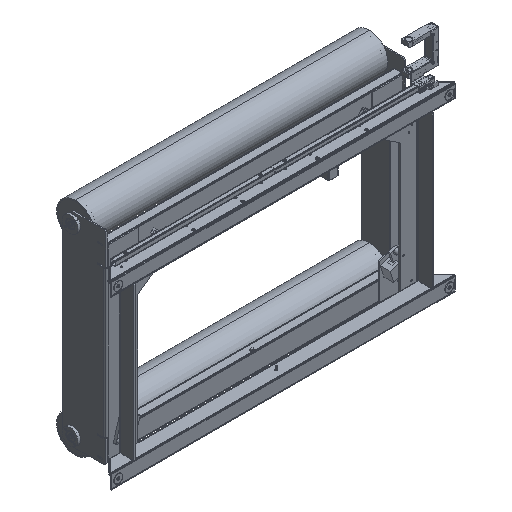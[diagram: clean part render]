
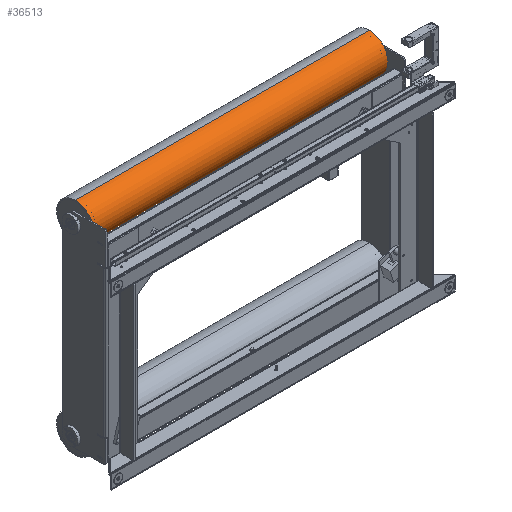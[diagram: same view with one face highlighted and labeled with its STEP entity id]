
A CAD part, isometric view. The second image highlights one B-rep face of the part: STEP entity #36513.
In plain terms, the highlighted cylindrical face has radius 75 mm (diameter 150 mm), a partial arc.
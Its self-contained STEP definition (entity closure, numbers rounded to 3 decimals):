
#216 = DIRECTION ( 'NONE',  ( 1., 0., 0. ) ) ;
#2476 = CARTESIAN_POINT ( 'NONE',  ( 261.991, 194.238, 303.688 ) ) ;
#3101 = VECTOR ( 'NONE', #78280, 1000. ) ;
#4212 = VERTEX_POINT ( 'NONE', #8431 ) ;
#6274 = CARTESIAN_POINT ( 'NONE',  ( 1461.991, 44.238, 303.688 ) ) ;
#8431 = CARTESIAN_POINT ( 'NONE',  ( 261.991, 44.238, 303.688 ) ) ;
#9043 = CYLINDRICAL_SURFACE ( 'NONE', #92254, 75. ) ;
#10447 = DIRECTION ( 'NONE',  ( 1., 0., 0. ) ) ;
#11010 = DIRECTION ( 'NONE',  ( 0., 1., 0. ) ) ;
#17126 = CIRCLE ( 'NONE', #93250, 75. ) ;
#18982 = CARTESIAN_POINT ( 'NONE',  ( 1461.991, 44.238, 303.688 ) ) ;
#30437 = AXIS2_PLACEMENT_3D ( 'NONE', #33456, #73979, #32909 ) ;
#31444 = LINE ( 'NONE', #109614, #86968 ) ;
#32909 = DIRECTION ( 'NONE',  ( 0., 1., 0. ) ) ;
#33456 = CARTESIAN_POINT ( 'NONE',  ( 261.991, 119.238, 303.688 ) ) ;
#36513 = ADVANCED_FACE ( 'NONE', ( #92279 ), #9043, .T. ) ;
#52644 = EDGE_CURVE ( 'NONE', #86873, #4212, #61134, .T. ) ;
#60407 = CARTESIAN_POINT ( 'NONE',  ( 1461.991, 119.238, 303.688 ) ) ;
#61134 = LINE ( 'NONE', #18982, #3101 ) ;
#63281 = ORIENTED_EDGE ( 'NONE', *, *, #52644, .T. ) ;
#63936 = EDGE_CURVE ( 'NONE', #92854, #87809, #31444, .T. ) ;
#66262 = DIRECTION ( 'NONE',  ( 0., 1., 0. ) ) ;
#70415 = CARTESIAN_POINT ( 'NONE',  ( 1461.991, 194.238, 303.688 ) ) ;
#71335 = ORIENTED_EDGE ( 'NONE', *, *, #98917, .T. ) ;
#73979 = DIRECTION ( 'NONE',  ( 1., 0., 0. ) ) ;
#76857 = EDGE_CURVE ( 'NONE', #86873, #92854, #17126, .T. ) ;
#78280 = DIRECTION ( 'NONE',  ( -1., 0., 0. ) ) ;
#86873 = VERTEX_POINT ( 'NONE', #6274 ) ;
#86968 = VECTOR ( 'NONE', #107425, 1000. ) ;
#87809 = VERTEX_POINT ( 'NONE', #2476 ) ;
#91271 = EDGE_LOOP ( 'NONE', ( #91311, #91899, #63281, #71335 ) ) ;
#91311 = ORIENTED_EDGE ( 'NONE', *, *, #63936, .F. ) ;
#91899 = ORIENTED_EDGE ( 'NONE', *, *, #76857, .F. ) ;
#92254 = AXIS2_PLACEMENT_3D ( 'NONE', #101690, #216, #66262 ) ;
#92279 = FACE_OUTER_BOUND ( 'NONE', #91271, .T. ) ;
#92854 = VERTEX_POINT ( 'NONE', #70415 ) ;
#93250 = AXIS2_PLACEMENT_3D ( 'NONE', #60407, #10447, #11010 ) ;
#98917 = EDGE_CURVE ( 'NONE', #4212, #87809, #99476, .T. ) ;
#99476 = CIRCLE ( 'NONE', #30437, 75. ) ;
#101690 = CARTESIAN_POINT ( 'NONE',  ( 861.991, 119.238, 303.688 ) ) ;
#107425 = DIRECTION ( 'NONE',  ( -1., 0., 0. ) ) ;
#109614 = CARTESIAN_POINT ( 'NONE',  ( 1461.991, 194.238, 303.688 ) ) ;
